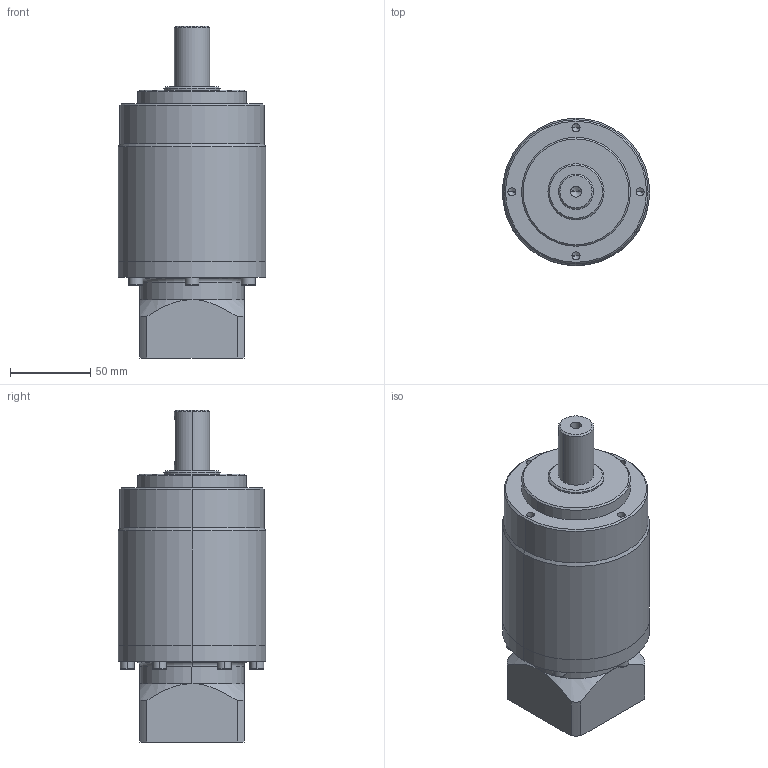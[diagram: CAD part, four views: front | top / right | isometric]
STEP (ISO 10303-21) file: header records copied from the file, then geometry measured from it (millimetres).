
FILE_DESCRIPTION((''),'2;1');
FILE_NAME('VRL90-S2-L3_ASM','2022-06-14T13:52:15',('Administrator'),(''),'CREO PARAMETRIC BY PTC INC, 2019010','CREO PARAMETRIC BY PTC INC, 2019010','');
FILE_SCHEMA(('CONFIG_CONTROL_DESIGN'));
Length unit declared in the file: millimetre
Products named in the file (3): M810001; 30003; VRL90-S2-L3_ASM
Assembly tree (2 placements, depth 2):
  VRL90-S2-L3_ASM
    M810001
    30003
Bounding box: 92 x 92 x 207.3 mm (x, y, z)
Volume: 925114.8 mm3; surface area: 86058.1 mm2
Topology: 2 solids, 2 shells, 264 faces, 624 edges, 387 vertices
Faces by surface type: plane 110, cylinder 74, torus 44, cone 36
Entity records: 7742 total; most frequent: CARTESIAN_POINT 1460, DIRECTION 1398, ORIENTED_EDGE 1212, EDGE_CURVE 606, AXIS2_PLACEMENT_3D 543, VERTEX_POINT 387, VECTOR 312, LINE 312
